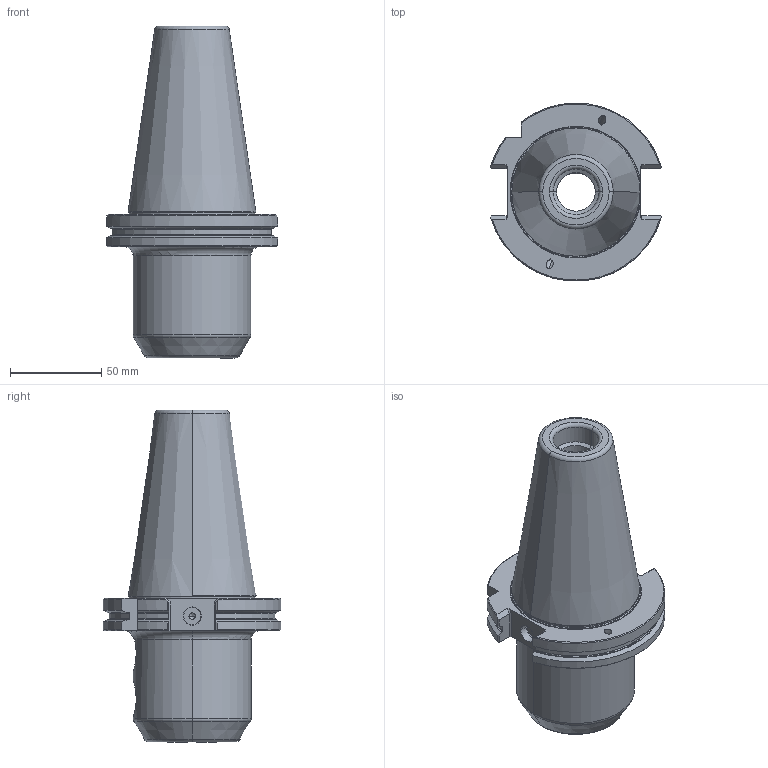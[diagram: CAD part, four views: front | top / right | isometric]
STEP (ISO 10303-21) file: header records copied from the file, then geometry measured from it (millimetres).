
FILE_DESCRIPTION(('no description'),'unknown implementation level');
FILE_NAME('07E1A4FD-48ED-40CF-B47B-7FCF997F91C1_export.stp',' ',('CIMSOURCE GmbH'),('CADClick - KiM GmbH - www.kimweb.de'),'unknown preprocess','ACIS','unknown authorization');
FILE_SCHEMA(('automotive_design'));
Length unit declared in the file: millimetre
Products named in the file (3): 490.225 Kaiser SK50B_VBD X D25B X 80|490.225 Kaiser SK50B_VBD X D25B X 80_Standard;NONE; 490.225 Kaiser SK50B_VBD X D25B X 80|690.483 Kaiser ETL M18 X 20_Standard;NONE
Bounding box: 93.58 x 97.27 x 181.6 mm (x, y, z)
Volume: 483355.5 mm3; surface area: 65534.3 mm2
Topology: 3 solids, 3 shells, 226 faces, 560 edges, 341 vertices
Faces by surface type: plane 80, cylinder 63, cone 59, torus 24
Entity records: 13587 total; most frequent: CARTESIAN_POINT 1951, DIRECTION 1129, STYLED_ITEM 1120, PRESENTATION_STYLE_ASSIGNMENT 1120, COLOUR_RGB 1120, ORIENTED_EDGE 1100, EDGE_CURVE 550, CURVE_STYLE 550
